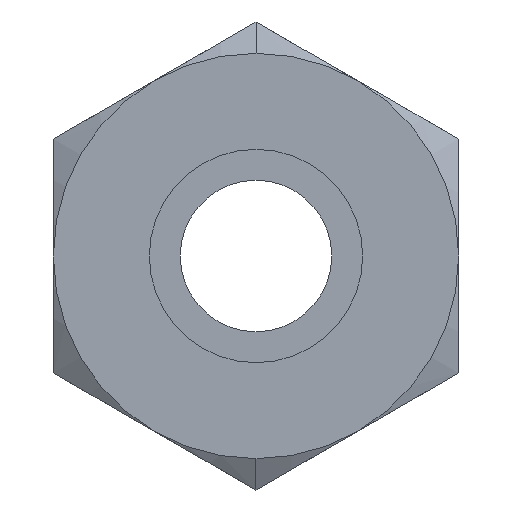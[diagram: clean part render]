
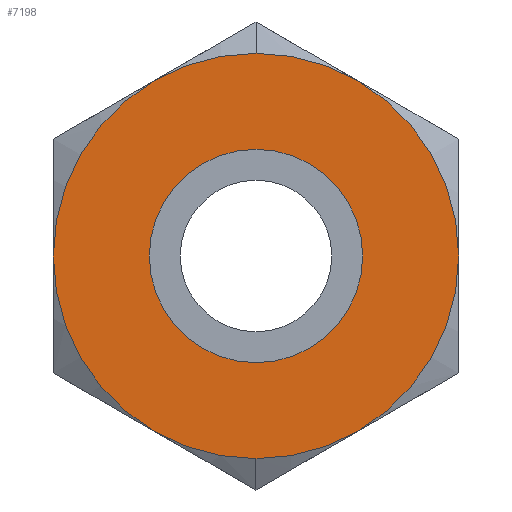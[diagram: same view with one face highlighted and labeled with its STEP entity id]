
A CAD part, left-side view. The second image highlights one B-rep face of the part: STEP entity #7198.
In plain terms, the highlighted planar face has unit normal (-1, 0, 0).
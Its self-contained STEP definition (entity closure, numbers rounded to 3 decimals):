
#108 = CARTESIAN_POINT ( 'NONE',  ( 0., 0., 0. ) ) ;
#123 = AXIS2_PLACEMENT_3D ( 'NONE', #6237, #6738, #6662 ) ;
#839 = VERTEX_POINT ( 'NONE', #1205 ) ;
#1205 = CARTESIAN_POINT ( 'NONE',  ( 0., 0., -9.5 ) ) ;
#1335 = VERTEX_POINT ( 'NONE', #1841 ) ;
#1577 = AXIS2_PLACEMENT_3D ( 'NONE', #2630, #2015, #5599 ) ;
#1659 = FACE_OUTER_BOUND ( 'NONE', #5535, .T. ) ;
#1680 = CARTESIAN_POINT ( 'NONE',  ( 0., 0., 5. ) ) ;
#1723 = CARTESIAN_POINT ( 'NONE',  ( 0., 0., 0. ) ) ;
#1835 = FACE_BOUND ( 'NONE', #2564, .T. ) ;
#1841 = CARTESIAN_POINT ( 'NONE',  ( 0., 0., -5. ) ) ;
#2015 = DIRECTION ( 'NONE',  ( 1., 0., 0. ) ) ;
#2218 = DIRECTION ( 'NONE',  ( 0., 0., -1. ) ) ;
#2329 = DIRECTION ( 'NONE',  ( 1., 0., 0. ) ) ;
#2368 = CIRCLE ( 'NONE', #3967, 5. ) ;
#2564 = EDGE_LOOP ( 'NONE', ( #7576, #2946 ) ) ;
#2630 = CARTESIAN_POINT ( 'NONE',  ( 0., 0., 0. ) ) ;
#2700 = CARTESIAN_POINT ( 'NONE',  ( 0., 0., 9.5 ) ) ;
#2768 = DIRECTION ( 'NONE',  ( -1., 0., 0. ) ) ;
#2839 = DIRECTION ( 'NONE',  ( 0., 0., 1. ) ) ;
#2946 = ORIENTED_EDGE ( 'NONE', *, *, #3276, .T. ) ;
#2986 = VERTEX_POINT ( 'NONE', #2700 ) ;
#3043 = DIRECTION ( 'NONE',  ( 0., 0., 1. ) ) ;
#3044 = AXIS2_PLACEMENT_3D ( 'NONE', #5773, #2768, #2839 ) ;
#3191 = ORIENTED_EDGE ( 'NONE', *, *, #6355, .F. ) ;
#3276 = EDGE_CURVE ( 'NONE', #7416, #1335, #2368, .T. ) ;
#3417 = CIRCLE ( 'NONE', #123, 5. ) ;
#3424 = PLANE ( 'NONE',  #3044 ) ;
#3791 = EDGE_CURVE ( 'NONE', #839, #2986, #7298, .T. ) ;
#3967 = AXIS2_PLACEMENT_3D ( 'NONE', #108, #4198, #3043 ) ;
#4198 = DIRECTION ( 'NONE',  ( 1., 0., 0. ) ) ;
#4959 = AXIS2_PLACEMENT_3D ( 'NONE', #1723, #2329, #2218 ) ;
#5126 = CIRCLE ( 'NONE', #1577, 9.5 ) ;
#5535 = EDGE_LOOP ( 'NONE', ( #3191, #7250 ) ) ;
#5599 = DIRECTION ( 'NONE',  ( 0., 0., 1. ) ) ;
#5773 = CARTESIAN_POINT ( 'NONE',  ( 0., 0., 4.75 ) ) ;
#6237 = CARTESIAN_POINT ( 'NONE',  ( 0., 0., 0. ) ) ;
#6355 = EDGE_CURVE ( 'NONE', #2986, #839, #5126, .T. ) ;
#6662 = DIRECTION ( 'NONE',  ( 0., 0., -1. ) ) ;
#6738 = DIRECTION ( 'NONE',  ( 1., 0., 0. ) ) ;
#6979 = EDGE_CURVE ( 'NONE', #1335, #7416, #3417, .T. ) ;
#7198 = ADVANCED_FACE ( 'NONE', ( #1835, #1659 ), #3424, .T. ) ;
#7250 = ORIENTED_EDGE ( 'NONE', *, *, #3791, .F. ) ;
#7298 = CIRCLE ( 'NONE', #4959, 9.5 ) ;
#7416 = VERTEX_POINT ( 'NONE', #1680 ) ;
#7576 = ORIENTED_EDGE ( 'NONE', *, *, #6979, .T. ) ;
